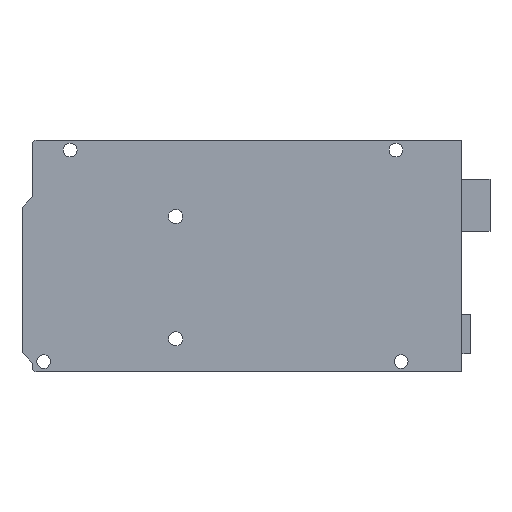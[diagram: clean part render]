
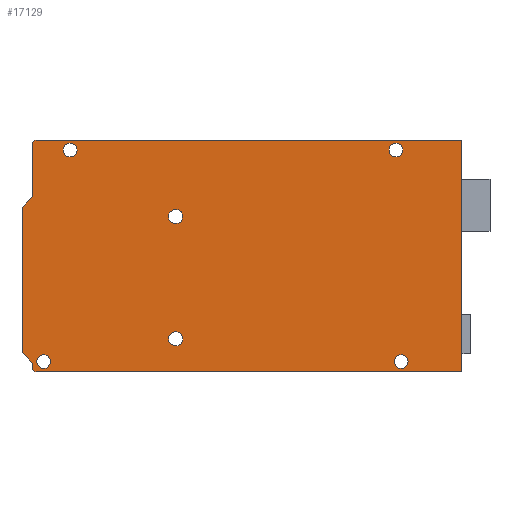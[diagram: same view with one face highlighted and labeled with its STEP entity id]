
A CAD part, front view. The second image highlights one B-rep face of the part: STEP entity #17129.
In plain terms, the highlighted planar face has unit normal (0, -1, 0).
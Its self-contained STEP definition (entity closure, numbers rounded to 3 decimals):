
#16=DIRECTION('',(-0.707,0.,-0.707));
#17=VECTOR('',#16,0.707);
#18=CARTESIAN_POINT('',(-47.75,0.,26.75));
#19=LINE('',#18,#17);
#24=DIRECTION('',(1.,0.,0.));
#25=VECTOR('',#24,98.5);
#26=CARTESIAN_POINT('',(-47.75,0.,26.75));
#27=LINE('',#26,#25);
#31=DIRECTION('',(0.,0.,-1.));
#32=VECTOR('',#31,53.5);
#33=CARTESIAN_POINT('',(50.75,0.,26.75));
#34=LINE('',#33,#32);
#38=DIRECTION('',(-1.,0.,0.));
#39=VECTOR('',#38,98.5);
#40=CARTESIAN_POINT('',(50.75,0.,-26.75));
#41=LINE('',#40,#39);
#45=DIRECTION('',(0.707,0.,-0.707));
#46=VECTOR('',#45,0.707);
#47=CARTESIAN_POINT('',(-48.25,0.,-26.25));
#48=LINE('',#47,#46);
#52=DIRECTION('',(0.,0.,1.));
#53=VECTOR('',#52,1.5);
#54=CARTESIAN_POINT('',(-48.25,0.,-26.25));
#55=LINE('',#54,#53);
#59=DIRECTION('',(0.707,0.,-0.707));
#60=VECTOR('',#59,3.536);
#61=CARTESIAN_POINT('',(-50.75,0.,-22.25));
#62=LINE('',#61,#60);
#66=DIRECTION('',(0.,0.,1.));
#67=VECTOR('',#66,33.5);
#68=CARTESIAN_POINT('',(-50.75,0.,-22.25));
#69=LINE('',#68,#67);
#73=DIRECTION('',(-0.707,0.,-0.707));
#74=VECTOR('',#73,3.536);
#75=CARTESIAN_POINT('',(-48.25,0.,13.75));
#76=LINE('',#75,#74);
#80=DIRECTION('',(0.,0.,-1.));
#81=VECTOR('',#80,12.5);
#82=CARTESIAN_POINT('',(-48.25,0.,26.25));
#83=LINE('',#82,#81);
#87=CARTESIAN_POINT('',(35.55,0.,24.45));
#88=DIRECTION('',(0.,1.,0.));
#89=DIRECTION('',(1.,0.,0.));
#90=AXIS2_PLACEMENT_3D('',#87,#88,#89);
#95=CARTESIAN_POINT('',(35.55,0.,24.45));
#96=DIRECTION('',(0.,1.,0.));
#97=DIRECTION('',(-1.,0.,0.));
#98=AXIS2_PLACEMENT_3D('',#95,#96,#97);
#103=CARTESIAN_POINT('',(-39.65,0.,24.45));
#104=DIRECTION('',(0.,1.,0.));
#105=DIRECTION('',(1.,0.,0.));
#106=AXIS2_PLACEMENT_3D('',#103,#104,#105);
#111=CARTESIAN_POINT('',(-39.65,0.,24.45));
#112=DIRECTION('',(0.,1.,0.));
#113=DIRECTION('',(-1.,0.,0.));
#114=AXIS2_PLACEMENT_3D('',#111,#112,#113);
#119=CARTESIAN_POINT('',(36.75,0.,-24.35));
#120=DIRECTION('',(0.,1.,0.));
#121=DIRECTION('',(1.,0.,0.));
#122=AXIS2_PLACEMENT_3D('',#119,#120,#121);
#127=CARTESIAN_POINT('',(36.75,0.,-24.35));
#128=DIRECTION('',(0.,1.,0.));
#129=DIRECTION('',(-1.,0.,0.));
#130=AXIS2_PLACEMENT_3D('',#127,#128,#129);
#135=CARTESIAN_POINT('',(-45.75,0.,-24.35));
#136=DIRECTION('',(0.,1.,0.));
#137=DIRECTION('',(1.,0.,0.));
#138=AXIS2_PLACEMENT_3D('',#135,#136,#137);
#143=CARTESIAN_POINT('',(-45.75,0.,-24.35));
#144=DIRECTION('',(0.,1.,0.));
#145=DIRECTION('',(-1.,0.,0.));
#146=AXIS2_PLACEMENT_3D('',#143,#144,#145);
#151=CARTESIAN_POINT('',(-15.3,0.,9.1));
#152=DIRECTION('',(0.,1.,0.));
#153=DIRECTION('',(1.,0.,0.));
#154=AXIS2_PLACEMENT_3D('',#151,#152,#153);
#159=CARTESIAN_POINT('',(-15.3,0.,9.1));
#160=DIRECTION('',(0.,1.,0.));
#161=DIRECTION('',(-1.,0.,0.));
#162=AXIS2_PLACEMENT_3D('',#159,#160,#161);
#167=CARTESIAN_POINT('',(-15.3,0.,-19.1));
#168=DIRECTION('',(0.,1.,0.));
#169=DIRECTION('',(1.,0.,0.));
#170=AXIS2_PLACEMENT_3D('',#167,#168,#169);
#175=CARTESIAN_POINT('',(-15.3,0.,-19.1));
#176=DIRECTION('',(0.,1.,0.));
#177=DIRECTION('',(-1.,0.,0.));
#178=AXIS2_PLACEMENT_3D('',#175,#176,#177);
#14552=CARTESIAN_POINT('',(50.75,0.,26.75));
#14553=CARTESIAN_POINT('',(50.75,0.,-26.75));
#14554=VERTEX_POINT('',#14552);
#14555=VERTEX_POINT('',#14553);
#14610=CARTESIAN_POINT('',(-50.75,0.,-22.25));
#14611=CARTESIAN_POINT('',(-48.25,0.,-24.75));
#14612=VERTEX_POINT('',#14610);
#14613=VERTEX_POINT('',#14611);
#14622=CARTESIAN_POINT('',(-48.25,0.,13.75));
#14623=VERTEX_POINT('',#14622);
#14624=CARTESIAN_POINT('',(-50.75,0.,11.25));
#14625=VERTEX_POINT('',#14624);
#14626=CARTESIAN_POINT('',(-47.75,0.,26.75));
#14627=CARTESIAN_POINT('',(-48.25,0.,26.25));
#14628=VERTEX_POINT('',#14626);
#14629=VERTEX_POINT('',#14627);
#14638=CARTESIAN_POINT('',(-48.25,0.,-26.25));
#14639=VERTEX_POINT('',#14638);
#14640=CARTESIAN_POINT('',(-47.75,0.,-26.75));
#14641=VERTEX_POINT('',#14640);
#14642=CARTESIAN_POINT('',(37.15,0.,24.45));
#14643=CARTESIAN_POINT('',(33.95,0.,24.45));
#14644=VERTEX_POINT('',#14642);
#14645=VERTEX_POINT('',#14643);
#14646=CARTESIAN_POINT('',(-38.05,0.,24.45));
#14647=CARTESIAN_POINT('',(-41.25,0.,24.45));
#14648=VERTEX_POINT('',#14646);
#14649=VERTEX_POINT('',#14647);
#14658=CARTESIAN_POINT('',(38.35,0.,-24.35));
#14659=CARTESIAN_POINT('',(35.15,0.,-24.35));
#14660=VERTEX_POINT('',#14658);
#14661=VERTEX_POINT('',#14659);
#14662=CARTESIAN_POINT('',(-44.15,0.,-24.35));
#14663=CARTESIAN_POINT('',(-47.35,0.,-24.35));
#14664=VERTEX_POINT('',#14662);
#14665=VERTEX_POINT('',#14663);
#14674=CARTESIAN_POINT('',(-13.65,0.,9.1));
#14675=CARTESIAN_POINT('',(-16.95,0.,9.1));
#14676=VERTEX_POINT('',#14674);
#14677=VERTEX_POINT('',#14675);
#14678=CARTESIAN_POINT('',(-13.65,0.,-19.1));
#14679=CARTESIAN_POINT('',(-16.95,0.,-19.1));
#14680=VERTEX_POINT('',#14678);
#14681=VERTEX_POINT('',#14679);
#17066=CARTESIAN_POINT('',(0.,0.,0.));
#17067=DIRECTION('',(0.,1.,0.));
#17068=DIRECTION('',(1.,0.,0.));
#17069=AXIS2_PLACEMENT_3D('',#17066,#17067,#17068);
#17070=PLANE('',#17069);
#17072=ORIENTED_EDGE('',*,*,#17071,.F.);
#17074=ORIENTED_EDGE('',*,*,#17073,.T.);
#17076=ORIENTED_EDGE('',*,*,#17075,.T.);
#17078=ORIENTED_EDGE('',*,*,#17077,.T.);
#17080=ORIENTED_EDGE('',*,*,#17079,.F.);
#17082=ORIENTED_EDGE('',*,*,#17081,.T.);
#17084=ORIENTED_EDGE('',*,*,#17083,.F.);
#17086=ORIENTED_EDGE('',*,*,#17085,.T.);
#17088=ORIENTED_EDGE('',*,*,#17087,.F.);
#17090=ORIENTED_EDGE('',*,*,#17089,.F.);
#17091=EDGE_LOOP('',(#17072,#17074,#17076,#17078,#17080,#17082,#17084,#17086,
#17088,#17090));
#17092=FACE_OUTER_BOUND('',#17091,.F.);
#17094=ORIENTED_EDGE('',*,*,#17093,.F.);
#17096=ORIENTED_EDGE('',*,*,#17095,.F.);
#17097=EDGE_LOOP('',(#17094,#17096));
#17098=FACE_BOUND('',#17097,.F.);
#17100=ORIENTED_EDGE('',*,*,#17099,.F.);
#17102=ORIENTED_EDGE('',*,*,#17101,.F.);
#17103=EDGE_LOOP('',(#17100,#17102));
#17104=FACE_BOUND('',#17103,.F.);
#17106=ORIENTED_EDGE('',*,*,#17105,.F.);
#17108=ORIENTED_EDGE('',*,*,#17107,.F.);
#17109=EDGE_LOOP('',(#17106,#17108));
#17110=FACE_BOUND('',#17109,.F.);
#17112=ORIENTED_EDGE('',*,*,#17111,.F.);
#17114=ORIENTED_EDGE('',*,*,#17113,.F.);
#17115=EDGE_LOOP('',(#17112,#17114));
#17116=FACE_BOUND('',#17115,.F.);
#17118=ORIENTED_EDGE('',*,*,#17117,.F.);
#17120=ORIENTED_EDGE('',*,*,#17119,.F.);
#17121=EDGE_LOOP('',(#17118,#17120));
#17122=FACE_BOUND('',#17121,.F.);
#17124=ORIENTED_EDGE('',*,*,#17123,.F.);
#17126=ORIENTED_EDGE('',*,*,#17125,.F.);
#17127=EDGE_LOOP('',(#17124,#17126));
#17128=FACE_BOUND('',#17127,.F.);
#91=CIRCLE('',#90,1.6);
#99=CIRCLE('',#98,1.6);
#107=CIRCLE('',#106,1.6);
#115=CIRCLE('',#114,1.6);
#123=CIRCLE('',#122,1.6);
#131=CIRCLE('',#130,1.6);
#139=CIRCLE('',#138,1.6);
#147=CIRCLE('',#146,1.6);
#155=CIRCLE('',#154,1.65);
#163=CIRCLE('',#162,1.65);
#171=CIRCLE('',#170,1.65);
#179=CIRCLE('',#178,1.65);
#17071=EDGE_CURVE('',#14628,#14629,#19,.T.);
#17073=EDGE_CURVE('',#14628,#14554,#27,.T.);
#17075=EDGE_CURVE('',#14554,#14555,#34,.T.);
#17077=EDGE_CURVE('',#14555,#14641,#41,.T.);
#17079=EDGE_CURVE('',#14639,#14641,#48,.T.);
#17081=EDGE_CURVE('',#14639,#14613,#55,.T.);
#17083=EDGE_CURVE('',#14612,#14613,#62,.T.);
#17085=EDGE_CURVE('',#14612,#14625,#69,.T.);
#17087=EDGE_CURVE('',#14623,#14625,#76,.T.);
#17089=EDGE_CURVE('',#14629,#14623,#83,.T.);
#17093=EDGE_CURVE('',#14644,#14645,#91,.T.);
#17095=EDGE_CURVE('',#14645,#14644,#99,.T.);
#17099=EDGE_CURVE('',#14648,#14649,#107,.T.);
#17101=EDGE_CURVE('',#14649,#14648,#115,.T.);
#17105=EDGE_CURVE('',#14660,#14661,#123,.T.);
#17107=EDGE_CURVE('',#14661,#14660,#131,.T.);
#17111=EDGE_CURVE('',#14664,#14665,#139,.T.);
#17113=EDGE_CURVE('',#14665,#14664,#147,.T.);
#17117=EDGE_CURVE('',#14676,#14677,#155,.T.);
#17119=EDGE_CURVE('',#14677,#14676,#163,.T.);
#17123=EDGE_CURVE('',#14680,#14681,#171,.T.);
#17125=EDGE_CURVE('',#14681,#14680,#179,.T.);
#17129=ADVANCED_FACE('',(#17092,#17098,#17104,#17110,#17116,#17122,#17128),
#17070,.F.);
